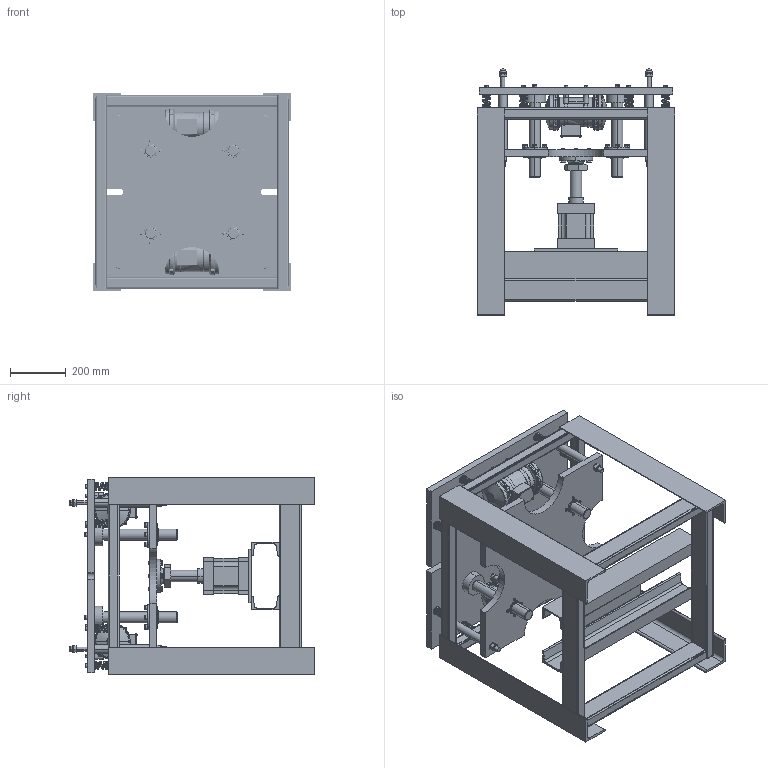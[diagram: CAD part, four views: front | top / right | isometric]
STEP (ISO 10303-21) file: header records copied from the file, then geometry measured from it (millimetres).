
FILE_DESCRIPTION(('FreeCAD Model'),'2;1');
FILE_NAME('Open CASCADE Shape Model','2025-05-07T18:27:38',('FreeCAD'),( 'FreeCAD'),'Open CASCADE STEP processor 7.6','FreeCAD','Unknown');
FILE_SCHEMA(('AUTOMOTIVE_DESIGN { 1 0 10303 214 1 1 1 1 }'));
Products named in the file (1): Open CASCADE STEP translator 7.6 1
Bounding box: 711.62 x 886.54 x 711.62 mm (x, y, z)
Volume: 39998071.9 mm3; surface area: 7005696.9 mm2
Topology: 100 solids, 100 shells, 2865 faces, 6735 edges, 4142 vertices
Faces by surface type: bspline 2865
Entity records: 92659 total; most frequent: CARTESIAN_POINT 53897, ORIENTED_EDGE 13262, EDGE_CURVE 6631, VERTEX_POINT 4142, B_SPLINE_CURVE_WITH_KNOTS 3777, FACE_BOUND 3255, EDGE_LOOP 3255, ADVANCED_FACE 2865
